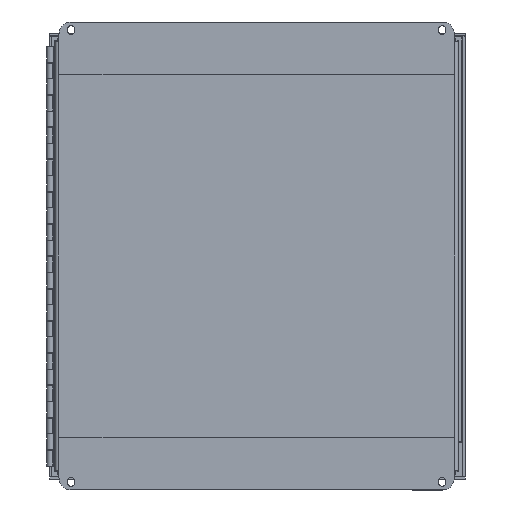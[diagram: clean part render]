
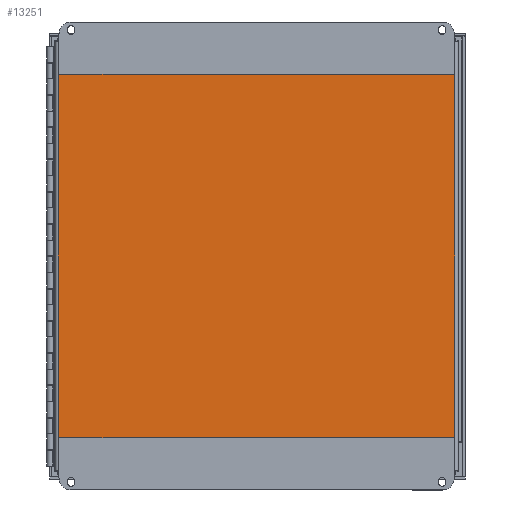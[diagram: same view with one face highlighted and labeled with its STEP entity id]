
A CAD part, top view. The second image highlights one B-rep face of the part: STEP entity #13251.
In plain terms, the highlighted face is planar.
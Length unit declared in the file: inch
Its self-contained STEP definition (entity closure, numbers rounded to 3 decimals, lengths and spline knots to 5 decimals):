
#1481=FACE_OUTER_BOUND('',#2226,.T.);
#2226=EDGE_LOOP('',(#10549,#10550,#10551,#10552));
#3539=LINE('',#20784,#4853);
#3544=LINE('',#20863,#4858);
#3549=LINE('',#20942,#4863);
#3554=LINE('',#21020,#4868);
#4853=VECTOR('',#16700,12.2895);
#4858=VECTOR('',#16711,13.2895);
#4863=VECTOR('',#16724,13.2895);
#4868=VECTOR('',#16737,12.2895);
#5978=VERTEX_POINT('',#20775);
#5979=VERTEX_POINT('',#20783);
#5982=VERTEX_POINT('',#20862);
#5984=VERTEX_POINT('',#20934);
#7567=EDGE_CURVE('',#5979,#5978,#3539,.T.);
#7576=EDGE_CURVE('',#5982,#5979,#3544,.T.);
#7585=EDGE_CURVE('',#5978,#5984,#3549,.T.);
#7594=EDGE_CURVE('',#5984,#5982,#3554,.T.);
#10549=ORIENTED_EDGE('',*,*,#7567,.T.);
#10550=ORIENTED_EDGE('',*,*,#7585,.T.);
#10551=ORIENTED_EDGE('',*,*,#7594,.T.);
#10552=ORIENTED_EDGE('',*,*,#7576,.T.);
#12140=PLANE('',#14115);
#13251=ADVANCED_FACE('',(#1481),#12140,.F.);
#14115=AXIS2_PLACEMENT_3D('',#21087,#16746,#16747);
#16700=DIRECTION('',(-1.,0.,0.));
#16711=DIRECTION('',(0.,-1.,0.));
#16724=DIRECTION('',(0.,1.,0.));
#16737=DIRECTION('',(1.,0.,0.));
#16746=DIRECTION('center_axis',(0.,0.,1.));
#16747=DIRECTION('ref_axis',(1.,0.,0.));
#20775=CARTESIAN_POINT('',(0.10525,0.10525,0.));
#20783=CARTESIAN_POINT('',(12.39475,0.10525,0.));
#20784=CARTESIAN_POINT('',(9.32238,0.10525,0.));
#20862=CARTESIAN_POINT('',(12.39475,13.39475,0.));
#20863=CARTESIAN_POINT('',(12.39475,10.07238,0.));
#20934=CARTESIAN_POINT('',(0.10525,13.39475,0.));
#20942=CARTESIAN_POINT('',(0.10525,3.42763,0.));
#21020=CARTESIAN_POINT('',(3.17763,13.39475,0.));
#21087=CARTESIAN_POINT('Origin',(6.25,6.75,0.));
